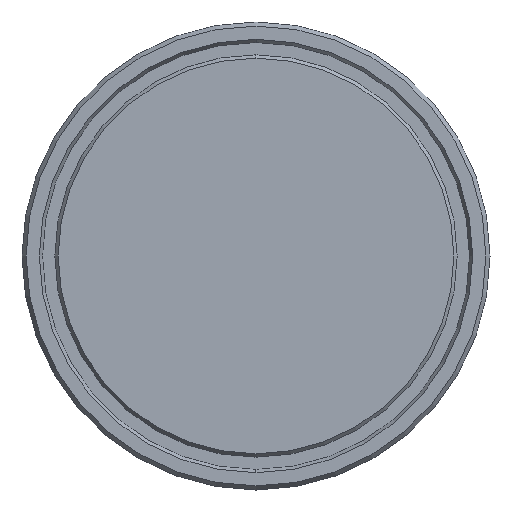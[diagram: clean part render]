
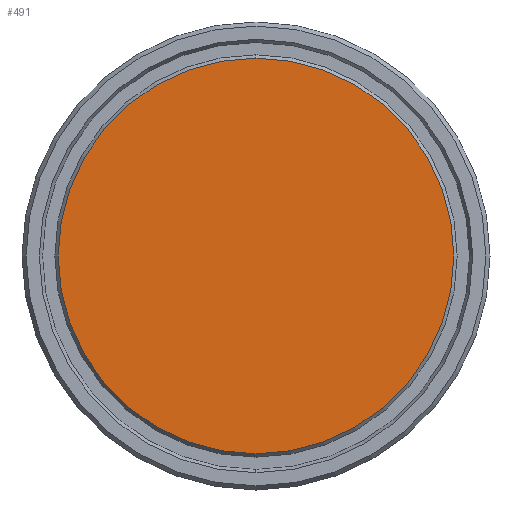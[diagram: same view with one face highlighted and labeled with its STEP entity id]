
A CAD part, left-side view. The second image highlights one B-rep face of the part: STEP entity #491.
In plain terms, the highlighted planar face has unit normal (-1, 0, 0).
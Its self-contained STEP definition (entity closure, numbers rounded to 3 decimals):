
#50 = EDGE_CURVE ( 'NONE', #531, #579, #487, .T. ) ;
#64 = ORIENTED_EDGE ( 'NONE', *, *, #460, .T. ) ;
#77 = DIRECTION ( 'NONE',  ( -1., 0., 0. ) ) ;
#88 = CARTESIAN_POINT ( 'NONE',  ( -1.079, 0., 0. ) ) ;
#94 = DIRECTION ( 'NONE',  ( -1., 0., 0. ) ) ;
#135 = PLANE ( 'NONE',  #644 ) ;
#138 = EDGE_LOOP ( 'NONE', ( #218, #64 ) ) ;
#145 = CARTESIAN_POINT ( 'NONE',  ( -1.079, 0., -48.184 ) ) ;
#193 = CIRCLE ( 'NONE', #520, 48.184 ) ;
#218 = ORIENTED_EDGE ( 'NONE', *, *, #50, .T. ) ;
#270 = CARTESIAN_POINT ( 'NONE',  ( -1.079, 0., 0. ) ) ;
#283 = DIRECTION ( 'NONE',  ( 0., 0., 1. ) ) ;
#352 = DIRECTION ( 'NONE',  ( 0., 0., -1. ) ) ;
#440 = CARTESIAN_POINT ( 'NONE',  ( -1.079, 0., 48.184 ) ) ;
#460 = EDGE_CURVE ( 'NONE', #579, #531, #193, .T. ) ;
#487 = CIRCLE ( 'NONE', #496, 48.184 ) ;
#491 = ADVANCED_FACE ( 'NONE', ( #648 ), #135, .F. ) ;
#496 = AXIS2_PLACEMENT_3D ( 'NONE', #88, #94, #545 ) ;
#520 = AXIS2_PLACEMENT_3D ( 'NONE', #536, #77, #283 ) ;
#531 = VERTEX_POINT ( 'NONE', #145 ) ;
#536 = CARTESIAN_POINT ( 'NONE',  ( -1.079, 0., 0. ) ) ;
#545 = DIRECTION ( 'NONE',  ( 0., 0., 1. ) ) ;
#579 = VERTEX_POINT ( 'NONE', #440 ) ;
#644 = AXIS2_PLACEMENT_3D ( 'NONE', #270, #657, #352 ) ;
#648 = FACE_OUTER_BOUND ( 'NONE', #138, .T. ) ;
#657 = DIRECTION ( 'NONE',  ( 1., 0., 0. ) ) ;
